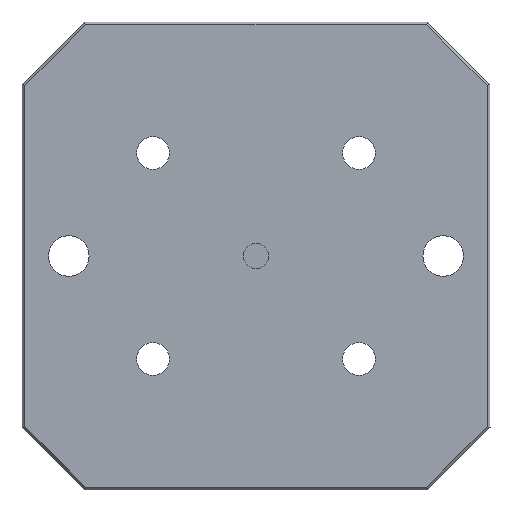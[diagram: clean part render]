
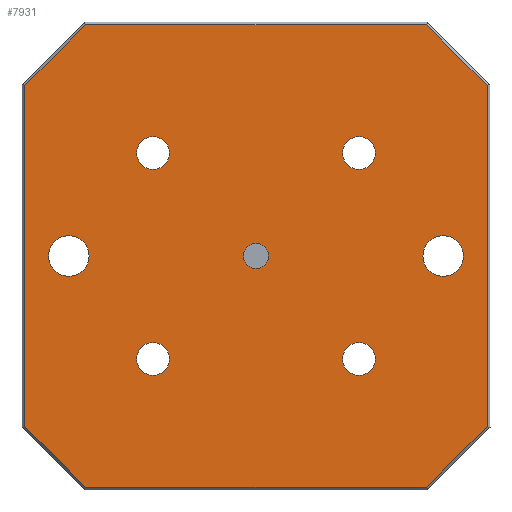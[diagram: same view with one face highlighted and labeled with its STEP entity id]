
A CAD part, front view. The second image highlights one B-rep face of the part: STEP entity #7931.
In plain terms, the highlighted planar face has unit normal (0, -1, 0).
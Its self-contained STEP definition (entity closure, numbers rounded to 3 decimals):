
#2445=CARTESIAN_POINT('',(33.,0.,33.));
#2446=DIRECTION('',(0.,-1.,0.));
#2447=DIRECTION('',(-1.,0.,0.));
#2448=AXIS2_PLACEMENT_3D('',#2445,#2446,#2447);
#2450=CARTESIAN_POINT('',(33.,0.,33.));
#2451=DIRECTION('',(0.,-1.,0.));
#2452=DIRECTION('',(1.,0.,0.));
#2453=AXIS2_PLACEMENT_3D('',#2450,#2451,#2452);
#2455=CARTESIAN_POINT('',(60.,0.,0.));
#2456=DIRECTION('',(0.,-1.,0.));
#2457=DIRECTION('',(1.,0.,0.));
#2458=AXIS2_PLACEMENT_3D('',#2455,#2456,#2457);
#2460=CARTESIAN_POINT('',(60.,0.,0.));
#2461=DIRECTION('',(0.,-1.,0.));
#2462=DIRECTION('',(-1.,0.,0.));
#2463=AXIS2_PLACEMENT_3D('',#2460,#2461,#2462);
#2465=CARTESIAN_POINT('',(-60.,0.,0.));
#2466=DIRECTION('',(0.,-1.,0.));
#2467=DIRECTION('',(1.,0.,0.));
#2468=AXIS2_PLACEMENT_3D('',#2465,#2466,#2467);
#2470=CARTESIAN_POINT('',(-60.,0.,0.));
#2471=DIRECTION('',(0.,-1.,0.));
#2472=DIRECTION('',(-1.,0.,0.));
#2473=AXIS2_PLACEMENT_3D('',#2470,#2471,#2472);
#2475=CARTESIAN_POINT('',(0.,0.,0.));
#2476=DIRECTION('',(0.,-1.,0.));
#2477=DIRECTION('',(0.,0.,-1.));
#2478=AXIS2_PLACEMENT_3D('',#2475,#2476,#2477);
#2480=CARTESIAN_POINT('',(0.,0.,0.));
#2481=DIRECTION('',(0.,-1.,0.));
#2482=DIRECTION('',(0.,0.,1.));
#2483=AXIS2_PLACEMENT_3D('',#2480,#2481,#2482);
#2485=CARTESIAN_POINT('',(-33.,0.,33.));
#2486=DIRECTION('',(0.,-1.,0.));
#2487=DIRECTION('',(-1.,0.,0.));
#2488=AXIS2_PLACEMENT_3D('',#2485,#2486,#2487);
#2490=CARTESIAN_POINT('',(-33.,0.,33.));
#2491=DIRECTION('',(0.,-1.,0.));
#2492=DIRECTION('',(1.,0.,0.));
#2493=AXIS2_PLACEMENT_3D('',#2490,#2491,#2492);
#2495=CARTESIAN_POINT('',(-33.,0.,-33.));
#2496=DIRECTION('',(0.,-1.,0.));
#2497=DIRECTION('',(-1.,0.,0.));
#2498=AXIS2_PLACEMENT_3D('',#2495,#2496,#2497);
#2500=CARTESIAN_POINT('',(-33.,0.,-33.));
#2501=DIRECTION('',(0.,-1.,0.));
#2502=DIRECTION('',(1.,0.,0.));
#2503=AXIS2_PLACEMENT_3D('',#2500,#2501,#2502);
#2505=CARTESIAN_POINT('',(33.,0.,-33.));
#2506=DIRECTION('',(0.,-1.,0.));
#2507=DIRECTION('',(-1.,0.,0.));
#2508=AXIS2_PLACEMENT_3D('',#2505,#2506,#2507);
#2510=CARTESIAN_POINT('',(33.,0.,-33.));
#2511=DIRECTION('',(0.,-1.,0.));
#2512=DIRECTION('',(1.,0.,0.));
#2513=AXIS2_PLACEMENT_3D('',#2510,#2511,#2512);
#2515=DIRECTION('',(0.707,0.,-0.707));
#2516=VECTOR('',#2515,27.539);
#2517=CARTESIAN_POINT('',(54.627,0.,74.1));
#2518=LINE('',#2517,#2516);
#2519=DIRECTION('',(-0.707,0.,-0.707));
#2520=VECTOR('',#2519,27.539);
#2521=CARTESIAN_POINT('',(74.1,0.,-54.627));
#2522=LINE('',#2521,#2520);
#2523=DIRECTION('',(-0.707,0.,0.707));
#2524=VECTOR('',#2523,27.539);
#2525=CARTESIAN_POINT('',(-54.627,0.,-74.1));
#2526=LINE('',#2525,#2524);
#2527=DIRECTION('',(0.707,0.,0.707));
#2528=VECTOR('',#2527,27.539);
#2529=CARTESIAN_POINT('',(-74.1,0.,54.627));
#2530=LINE('',#2529,#2528);
#2769=DIRECTION('',(-1.,0.,0.));
#2770=VECTOR('',#2769,109.254);
#2771=CARTESIAN_POINT('',(54.627,0.,74.1));
#2772=LINE('',#2771,#2770);
#2785=DIRECTION('',(0.,0.,1.));
#2786=VECTOR('',#2785,109.254);
#2787=CARTESIAN_POINT('',(74.1,0.,-54.627));
#2788=LINE('',#2787,#2786);
#2849=DIRECTION('',(0.,0.,-1.));
#2850=VECTOR('',#2849,109.254);
#2851=CARTESIAN_POINT('',(-74.1,0.,54.627));
#2852=LINE('',#2851,#2850);
#2869=DIRECTION('',(1.,0.,0.));
#2870=VECTOR('',#2869,109.254);
#2871=CARTESIAN_POINT('',(-54.627,0.,-74.1));
#2872=LINE('',#2871,#2870);
#5785=CARTESIAN_POINT('',(54.627,0.,74.1));
#5786=CARTESIAN_POINT('',(-54.627,0.,74.1));
#5787=VERTEX_POINT('',#5785);
#5788=VERTEX_POINT('',#5786);
#5789=CARTESIAN_POINT('',(74.1,0.,54.627));
#5790=VERTEX_POINT('',#5789);
#5791=CARTESIAN_POINT('',(74.1,0.,-54.627));
#5792=VERTEX_POINT('',#5791);
#5793=CARTESIAN_POINT('',(54.627,0.,-74.1));
#5794=VERTEX_POINT('',#5793);
#5795=CARTESIAN_POINT('',(-54.627,0.,-74.1));
#5796=VERTEX_POINT('',#5795);
#5797=CARTESIAN_POINT('',(-74.1,0.,-54.627));
#5798=VERTEX_POINT('',#5797);
#5799=CARTESIAN_POINT('',(-74.1,0.,54.627));
#5800=VERTEX_POINT('',#5799);
#6871=CARTESIAN_POINT('',(27.75,0.,33.));
#6872=CARTESIAN_POINT('',(38.25,0.,33.));
#6873=VERTEX_POINT('',#6871);
#6874=VERTEX_POINT('',#6872);
#6875=CARTESIAN_POINT('',(66.5,0.,0.));
#6876=CARTESIAN_POINT('',(53.5,0.,0.));
#6877=VERTEX_POINT('',#6875);
#6878=VERTEX_POINT('',#6876);
#6879=CARTESIAN_POINT('',(-53.5,0.,0.));
#6880=CARTESIAN_POINT('',(-66.5,0.,0.));
#6881=VERTEX_POINT('',#6879);
#6882=VERTEX_POINT('',#6880);
#6883=CARTESIAN_POINT('',(0.,0.,4.));
#6884=CARTESIAN_POINT('',(0.,0.,-4.));
#6885=VERTEX_POINT('',#6883);
#6886=VERTEX_POINT('',#6884);
#6887=CARTESIAN_POINT('',(-38.25,0.,33.));
#6888=CARTESIAN_POINT('',(-27.75,0.,33.));
#6889=VERTEX_POINT('',#6887);
#6890=VERTEX_POINT('',#6888);
#6891=CARTESIAN_POINT('',(-38.25,0.,-33.));
#6892=CARTESIAN_POINT('',(-27.75,0.,-33.));
#6893=VERTEX_POINT('',#6891);
#6894=VERTEX_POINT('',#6892);
#6895=CARTESIAN_POINT('',(27.75,0.,-33.));
#6896=CARTESIAN_POINT('',(38.25,0.,-33.));
#6897=VERTEX_POINT('',#6895);
#6898=VERTEX_POINT('',#6896);
#7868=CARTESIAN_POINT('',(0.,0.,0.));
#7869=DIRECTION('',(0.,1.,0.));
#7870=DIRECTION('',(1.,0.,0.));
#7871=AXIS2_PLACEMENT_3D('',#7868,#7869,#7870);
#7872=PLANE('',#7871);
#7874=ORIENTED_EDGE('',*,*,#7873,.F.);
#7876=ORIENTED_EDGE('',*,*,#7875,.T.);
#7878=ORIENTED_EDGE('',*,*,#7877,.F.);
#7880=ORIENTED_EDGE('',*,*,#7879,.T.);
#7882=ORIENTED_EDGE('',*,*,#7881,.F.);
#7884=ORIENTED_EDGE('',*,*,#7883,.T.);
#7886=ORIENTED_EDGE('',*,*,#7885,.F.);
#7888=ORIENTED_EDGE('',*,*,#7887,.T.);
#7889=EDGE_LOOP('',(#7874,#7876,#7878,#7880,#7882,#7884,#7886,#7888));
#7890=FACE_OUTER_BOUND('',#7889,.F.);
#7891=ORIENTED_EDGE('',*,*,#7861,.T.);
#7892=ORIENTED_EDGE('',*,*,#7847,.T.);
#7893=EDGE_LOOP('',(#7891,#7892));
#7894=FACE_BOUND('',#7893,.F.);
#7896=ORIENTED_EDGE('',*,*,#7895,.T.);
#7898=ORIENTED_EDGE('',*,*,#7897,.T.);
#7899=EDGE_LOOP('',(#7896,#7898));
#7900=FACE_BOUND('',#7899,.F.);
#7902=ORIENTED_EDGE('',*,*,#7901,.T.);
#7904=ORIENTED_EDGE('',*,*,#7903,.T.);
#7905=EDGE_LOOP('',(#7902,#7904));
#7906=FACE_BOUND('',#7905,.F.);
#7908=ORIENTED_EDGE('',*,*,#7907,.T.);
#7910=ORIENTED_EDGE('',*,*,#7909,.T.);
#7911=EDGE_LOOP('',(#7908,#7910));
#7912=FACE_BOUND('',#7911,.F.);
#7914=ORIENTED_EDGE('',*,*,#7913,.T.);
#7916=ORIENTED_EDGE('',*,*,#7915,.T.);
#7917=EDGE_LOOP('',(#7914,#7916));
#7918=FACE_BOUND('',#7917,.F.);
#7920=ORIENTED_EDGE('',*,*,#7919,.T.);
#7922=ORIENTED_EDGE('',*,*,#7921,.T.);
#7923=EDGE_LOOP('',(#7920,#7922));
#7924=FACE_BOUND('',#7923,.F.);
#7926=ORIENTED_EDGE('',*,*,#7925,.T.);
#7928=ORIENTED_EDGE('',*,*,#7927,.T.);
#7929=EDGE_LOOP('',(#7926,#7928));
#7930=FACE_BOUND('',#7929,.F.);
#2449=CIRCLE('',#2448,5.25);
#2454=CIRCLE('',#2453,5.25);
#2459=CIRCLE('',#2458,6.5);
#2464=CIRCLE('',#2463,6.5);
#2469=CIRCLE('',#2468,6.5);
#2474=CIRCLE('',#2473,6.5);
#2479=CIRCLE('',#2478,4.);
#2484=CIRCLE('',#2483,4.);
#2489=CIRCLE('',#2488,5.25);
#2494=CIRCLE('',#2493,5.25);
#2499=CIRCLE('',#2498,5.25);
#2504=CIRCLE('',#2503,5.25);
#2509=CIRCLE('',#2508,5.25);
#2514=CIRCLE('',#2513,5.25);
#7847=EDGE_CURVE('',#6878,#6877,#2464,.T.);
#7861=EDGE_CURVE('',#6877,#6878,#2459,.T.);
#7873=EDGE_CURVE('',#5787,#5788,#2772,.T.);
#7875=EDGE_CURVE('',#5787,#5790,#2518,.T.);
#7877=EDGE_CURVE('',#5792,#5790,#2788,.T.);
#7879=EDGE_CURVE('',#5792,#5794,#2522,.T.);
#7881=EDGE_CURVE('',#5796,#5794,#2872,.T.);
#7883=EDGE_CURVE('',#5796,#5798,#2526,.T.);
#7885=EDGE_CURVE('',#5800,#5798,#2852,.T.);
#7887=EDGE_CURVE('',#5800,#5788,#2530,.T.);
#7895=EDGE_CURVE('',#6881,#6882,#2469,.T.);
#7897=EDGE_CURVE('',#6882,#6881,#2474,.T.);
#7901=EDGE_CURVE('',#6886,#6885,#2479,.T.);
#7903=EDGE_CURVE('',#6885,#6886,#2484,.T.);
#7907=EDGE_CURVE('',#6889,#6890,#2489,.T.);
#7909=EDGE_CURVE('',#6890,#6889,#2494,.T.);
#7913=EDGE_CURVE('',#6893,#6894,#2499,.T.);
#7915=EDGE_CURVE('',#6894,#6893,#2504,.T.);
#7919=EDGE_CURVE('',#6897,#6898,#2509,.T.);
#7921=EDGE_CURVE('',#6898,#6897,#2514,.T.);
#7925=EDGE_CURVE('',#6873,#6874,#2449,.T.);
#7927=EDGE_CURVE('',#6874,#6873,#2454,.T.);
#7931=ADVANCED_FACE('',(#7890,#7894,#7900,#7906,#7912,#7918,#7924,#7930),#7872,
.F.);
